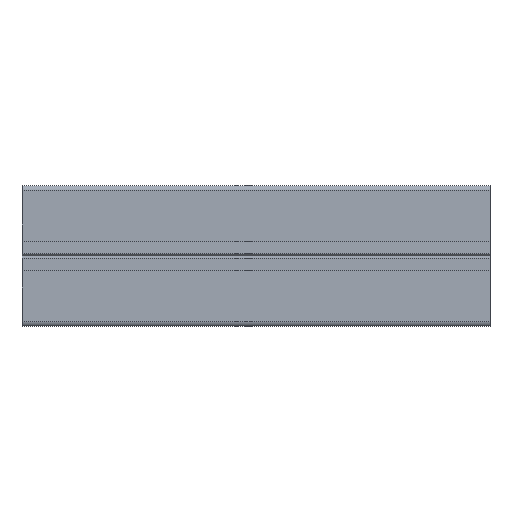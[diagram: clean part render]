
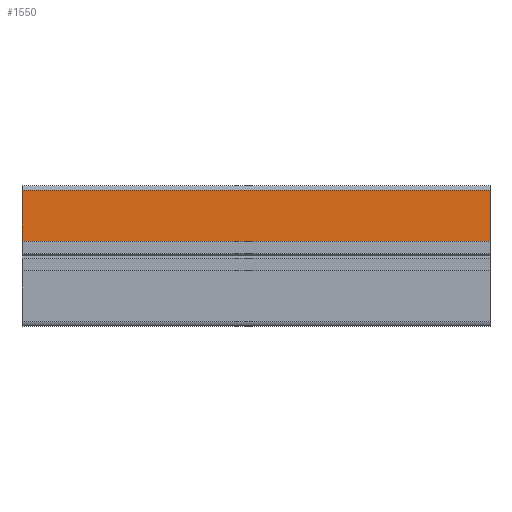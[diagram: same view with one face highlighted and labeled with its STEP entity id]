
A CAD part, front view. The second image highlights one B-rep face of the part: STEP entity #1550.
In plain terms, the highlighted planar face has unit normal (0, -1, 0).
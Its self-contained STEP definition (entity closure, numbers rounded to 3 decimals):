
#17 = VECTOR ( 'NONE', #1798, 1000. ) ;
#93 = EDGE_CURVE ( 'NONE', #1707, #348, #1779, .T. ) ;
#279 = EDGE_LOOP ( 'NONE', ( #3212, #3211, #3267, #3272 ) ) ;
#345 = VERTEX_POINT ( 'NONE', #1963 ) ;
#347 = VERTEX_POINT ( 'NONE', #1965 ) ;
#348 = VERTEX_POINT ( 'NONE', #1966 ) ;
#699 = AXIS2_PLACEMENT_3D ( 'NONE', #2504, #2511, #2512 ) ;
#728 = VECTOR ( 'NONE', #2638, 1000. ) ;
#744 = VECTOR ( 'NONE', #2647, 1000. ) ;
#1550 = ADVANCED_FACE ( 'NONE', ( #2508 ), #2509, .F. ) ;
#1589 = EDGE_CURVE ( 'NONE', #348, #347, #2623, .T. ) ;
#1592 = EDGE_CURVE ( 'NONE', #345, #347, #2643, .T. ) ;
#1610 = EDGE_CURVE ( 'NONE', #1707, #345, #2700, .T. ) ;
#1707 = VERTEX_POINT ( 'NONE', #3046 ) ;
#1779 = LINE ( 'NONE', #1797, #17 ) ;
#1797 = CARTESIAN_POINT ( 'NONE',  ( 100., 0., 18.15 ) ) ;
#1798 = DIRECTION ( 'NONE',  ( 0., 0., -1. ) ) ;
#1963 = CARTESIAN_POINT ( 'NONE',  ( 0., 0., 29. ) ) ;
#1965 = CARTESIAN_POINT ( 'NONE',  ( 0., 0., 18.15 ) ) ;
#1966 = CARTESIAN_POINT ( 'NONE',  ( 100., 0., 18.15 ) ) ;
#2504 = CARTESIAN_POINT ( 'NONE',  ( 100., 0., 18.15 ) ) ;
#2508 = FACE_OUTER_BOUND ( 'NONE', #279, .T. ) ;
#2509 = PLANE ( 'NONE',  #699 ) ;
#2511 = DIRECTION ( 'NONE',  ( 0., 1., 0. ) ) ;
#2512 = DIRECTION ( 'NONE',  ( 0., 0., 1. ) ) ;
#2623 = LINE ( 'NONE', #2637, #728 ) ;
#2637 = CARTESIAN_POINT ( 'NONE',  ( 100., 0., 18.15 ) ) ;
#2638 = DIRECTION ( 'NONE',  ( -1., 0., 0. ) ) ;
#2640 = CARTESIAN_POINT ( 'NONE',  ( 0., 0., 18.15 ) ) ;
#2643 = LINE ( 'NONE', #2640, #744 ) ;
#2647 = DIRECTION ( 'NONE',  ( 0., 0., -1. ) ) ;
#2700 = LINE ( 'NONE', #2701, #3137 ) ;
#2701 = CARTESIAN_POINT ( 'NONE',  ( 100., 0., 29. ) ) ;
#2702 = DIRECTION ( 'NONE',  ( -1., 0., 0. ) ) ;
#3046 = CARTESIAN_POINT ( 'NONE',  ( 100., 0., 29. ) ) ;
#3137 = VECTOR ( 'NONE', #2702, 1000. ) ;
#3211 = ORIENTED_EDGE ( 'NONE', *, *, #1589, .F. ) ;
#3212 = ORIENTED_EDGE ( 'NONE', *, *, #1592, .T. ) ;
#3267 = ORIENTED_EDGE ( 'NONE', *, *, #93, .F. ) ;
#3272 = ORIENTED_EDGE ( 'NONE', *, *, #1610, .T. ) ;
